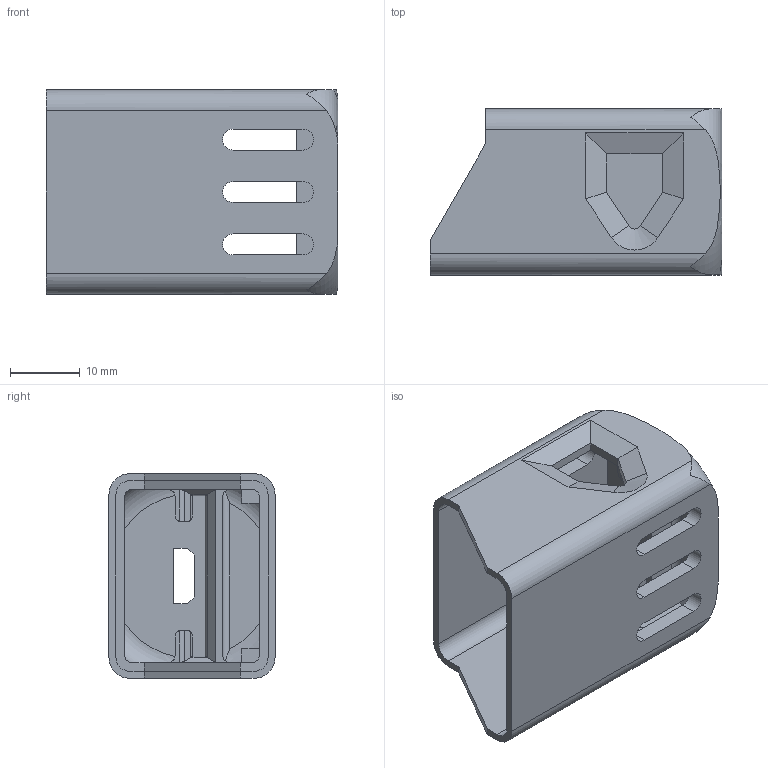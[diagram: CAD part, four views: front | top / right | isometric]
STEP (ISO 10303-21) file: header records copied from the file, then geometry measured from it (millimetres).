
FILE_DESCRIPTION(/* description */ (''),/* implementation_level */ '2;1');
FILE_NAME(/* name */ 'SmartEgg Housing Cap.stp',/* time_stamp */ '2020-01-13T12:34:30-08:00',/* author */ ('Andrew'),/* organization */ (''),/* preprocessor_version */ 'ST-DEVELOPER v18',/* originating_system */ 'Autodesk Inventor 2020',/* authorisation */ '');
FILE_SCHEMA (('AUTOMOTIVE_DESIGN { 1 0 10303 214 3 1 1 }'));
Length unit declared in the file: millimetre
Products named in the file (1): SmartEgg Housing Cap
Bounding box: 41.75 x 23.75 x 29.25 mm (x, y, z)
Volume: 6403.5 mm3; surface area: 8493.4 mm2
Topology: 1 solids, 1 shells, 131 faces, 383 edges, 254 vertices
Faces by surface type: plane 81, cylinder 43, torus 6, cone 1
Entity records: 4731 total; most frequent: CARTESIAN_POINT 1179, ORIENTED_EDGE 766, DIRECTION 694, EDGE_CURVE 383, VERTEX_POINT 254, LINE 248, VECTOR 248, AXIS2_PLACEMENT_3D 223
